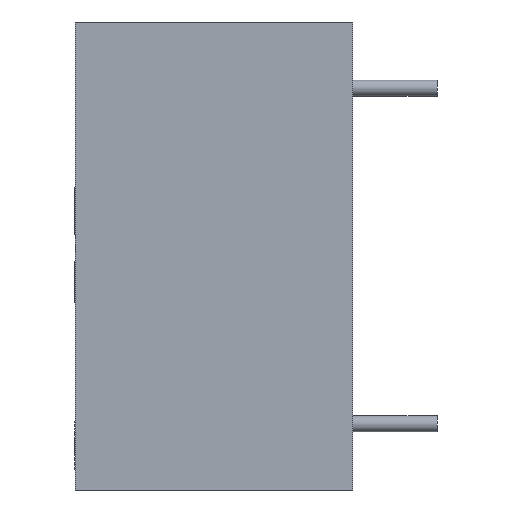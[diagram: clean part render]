
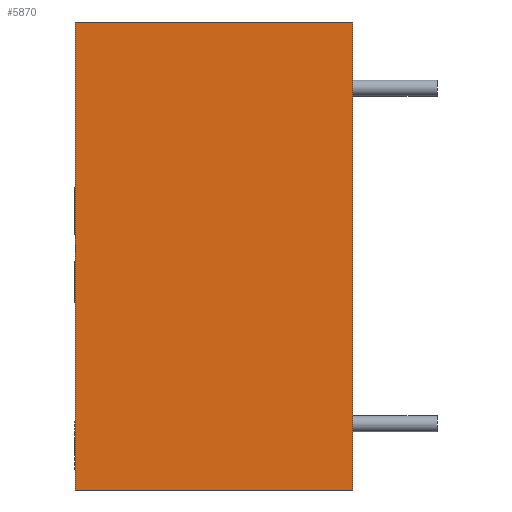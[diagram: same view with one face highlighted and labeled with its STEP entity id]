
A CAD part, left-side view. The second image highlights one B-rep face of the part: STEP entity #5870.
In plain terms, the highlighted planar face has unit normal (-1, 0, 0).
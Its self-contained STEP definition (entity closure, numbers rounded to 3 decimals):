
#589 = CARTESIAN_POINT ( 'NONE',  ( -8.85, 0., 8.85 ) ) ;
#1057 = ORIENTED_EDGE ( 'NONE', *, *, #10345, .F. ) ;
#1070 = LINE ( 'NONE', #4434, #2542 ) ;
#1355 = DIRECTION ( 'NONE',  ( 0., 0., -1. ) ) ;
#1611 = VERTEX_POINT ( 'NONE', #11130 ) ;
#2330 = DIRECTION ( 'NONE',  ( 0., 0., 1. ) ) ;
#2542 = VECTOR ( 'NONE', #5508, 1000. ) ;
#2974 = EDGE_CURVE ( 'NONE', #1611, #3874, #12635, .T. ) ;
#3433 = DIRECTION ( 'NONE',  ( 1., 0., 0. ) ) ;
#3874 = VERTEX_POINT ( 'NONE', #11871 ) ;
#4327 = VECTOR ( 'NONE', #12656, 1000. ) ;
#4434 = CARTESIAN_POINT ( 'NONE',  ( -8.85, 0., 8.85 ) ) ;
#5349 = CARTESIAN_POINT ( 'NONE',  ( -8.85, 10.5, -8.85 ) ) ;
#5418 = EDGE_CURVE ( 'NONE', #1611, #9568, #6222, .T. ) ;
#5508 = DIRECTION ( 'NONE',  ( 0., 0., 1. ) ) ;
#5567 = VECTOR ( 'NONE', #2330, 1000. ) ;
#5610 = LINE ( 'NONE', #7011, #5924 ) ;
#5870 = ADVANCED_FACE ( 'NONE', ( #10636 ), #8655, .F. ) ;
#5924 = VECTOR ( 'NONE', #9185, 1000. ) ;
#5991 = VERTEX_POINT ( 'NONE', #589 ) ;
#6222 = LINE ( 'NONE', #11679, #5567 ) ;
#6657 = CARTESIAN_POINT ( 'NONE',  ( -8.85, 10.5, 8.85 ) ) ;
#6679 = EDGE_LOOP ( 'NONE', ( #11706, #1057, #11551, #7961 ) ) ;
#7011 = CARTESIAN_POINT ( 'NONE',  ( -8.85, 10.5, 8.85 ) ) ;
#7961 = ORIENTED_EDGE ( 'NONE', *, *, #2974, .T. ) ;
#8465 = CARTESIAN_POINT ( 'NONE',  ( -8.85, 10.5, 8.85 ) ) ;
#8655 = PLANE ( 'NONE',  #8712 ) ;
#8712 = AXIS2_PLACEMENT_3D ( 'NONE', #8465, #3433, #1355 ) ;
#9185 = DIRECTION ( 'NONE',  ( 0., -1., 0. ) ) ;
#9568 = VERTEX_POINT ( 'NONE', #6657 ) ;
#10345 = EDGE_CURVE ( 'NONE', #9568, #5991, #5610, .T. ) ;
#10636 = FACE_OUTER_BOUND ( 'NONE', #6679, .T. ) ;
#11130 = CARTESIAN_POINT ( 'NONE',  ( -8.85, 10.5, -8.85 ) ) ;
#11551 = ORIENTED_EDGE ( 'NONE', *, *, #5418, .F. ) ;
#11679 = CARTESIAN_POINT ( 'NONE',  ( -8.85, 10.5, 8.85 ) ) ;
#11706 = ORIENTED_EDGE ( 'NONE', *, *, #12679, .T. ) ;
#11871 = CARTESIAN_POINT ( 'NONE',  ( -8.85, 0., -8.85 ) ) ;
#12635 = LINE ( 'NONE', #5349, #4327 ) ;
#12656 = DIRECTION ( 'NONE',  ( 0., -1., 0. ) ) ;
#12679 = EDGE_CURVE ( 'NONE', #3874, #5991, #1070, .T. ) ;
